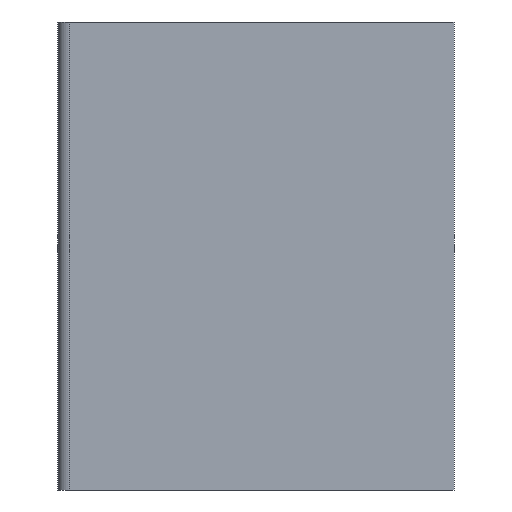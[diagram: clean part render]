
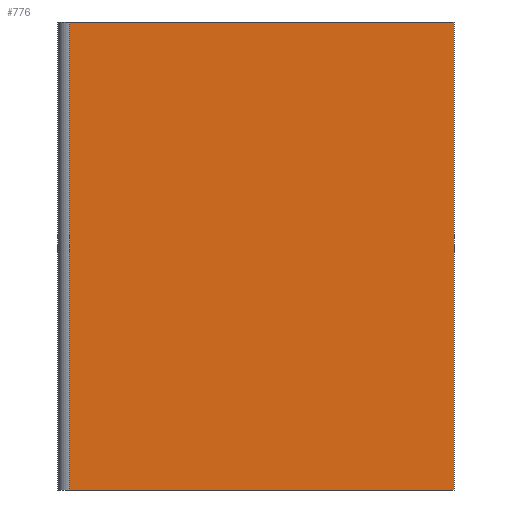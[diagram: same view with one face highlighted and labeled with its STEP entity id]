
A CAD part, left-side view. The second image highlights one B-rep face of the part: STEP entity #776.
In plain terms, the highlighted planar face has unit normal (-1, 0, 0).
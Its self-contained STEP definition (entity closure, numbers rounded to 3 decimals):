
#46 = VECTOR ( 'NONE', #954, 1000. ) ;
#93 = DIRECTION ( 'NONE',  ( 1., 0., 0. ) ) ;
#241 = VERTEX_POINT ( 'NONE', #2089 ) ;
#260 = FACE_OUTER_BOUND ( 'NONE', #769, .T. ) ;
#272 = CARTESIAN_POINT ( 'NONE',  ( -12.5, 0., -6.5 ) ) ;
#323 = EDGE_CURVE ( 'NONE', #1934, #391, #1775, .T. ) ;
#391 = VERTEX_POINT ( 'NONE', #1332 ) ;
#414 = LINE ( 'NONE', #1087, #703 ) ;
#500 = EDGE_CURVE ( 'NONE', #1812, #391, #1457, .T. ) ;
#622 = LINE ( 'NONE', #1290, #817 ) ;
#625 = ORIENTED_EDGE ( 'NONE', *, *, #1066, .F. ) ;
#631 = DIRECTION ( 'NONE',  ( 0., 0., -1. ) ) ;
#703 = VECTOR ( 'NONE', #1750, 1000. ) ;
#769 = EDGE_LOOP ( 'NONE', ( #625, #1657, #1397, #1174 ) ) ;
#770 = DIRECTION ( 'NONE',  ( 0., 0., -1. ) ) ;
#776 = ADVANCED_FACE ( 'NONE', ( #260 ), #938, .F. ) ;
#817 = VECTOR ( 'NONE', #1958, 1000. ) ;
#938 = PLANE ( 'NONE',  #1708 ) ;
#954 = DIRECTION ( 'NONE',  ( 0., -1., 0. ) ) ;
#1011 = EDGE_CURVE ( 'NONE', #241, #1934, #414, .T. ) ;
#1066 = EDGE_CURVE ( 'NONE', #241, #1812, #622, .T. ) ;
#1087 = CARTESIAN_POINT ( 'NONE',  ( -12.5, 10.67, 6.5 ) ) ;
#1160 = CARTESIAN_POINT ( 'NONE',  ( -12.5, 0., 6.5 ) ) ;
#1174 = ORIENTED_EDGE ( 'NONE', *, *, #500, .F. ) ;
#1290 = CARTESIAN_POINT ( 'NONE',  ( -12.5, 0., 6.5 ) ) ;
#1332 = CARTESIAN_POINT ( 'NONE',  ( -12.5, 0., -6.5 ) ) ;
#1397 = ORIENTED_EDGE ( 'NONE', *, *, #323, .T. ) ;
#1457 = LINE ( 'NONE', #2133, #2054 ) ;
#1600 = CARTESIAN_POINT ( 'NONE',  ( -12.5, 0., 6.5 ) ) ;
#1657 = ORIENTED_EDGE ( 'NONE', *, *, #1011, .T. ) ;
#1708 = AXIS2_PLACEMENT_3D ( 'NONE', #1600, #93, #770 ) ;
#1750 = DIRECTION ( 'NONE',  ( 0., 0., -1. ) ) ;
#1775 = LINE ( 'NONE', #272, #46 ) ;
#1812 = VERTEX_POINT ( 'NONE', #1160 ) ;
#1934 = VERTEX_POINT ( 'NONE', #2114 ) ;
#1958 = DIRECTION ( 'NONE',  ( 0., -1., 0. ) ) ;
#2054 = VECTOR ( 'NONE', #631, 1000. ) ;
#2089 = CARTESIAN_POINT ( 'NONE',  ( -12.5, 10.67, 6.5 ) ) ;
#2114 = CARTESIAN_POINT ( 'NONE',  ( -12.5, 10.67, -6.5 ) ) ;
#2133 = CARTESIAN_POINT ( 'NONE',  ( -12.5, 0., 6.5 ) ) ;
